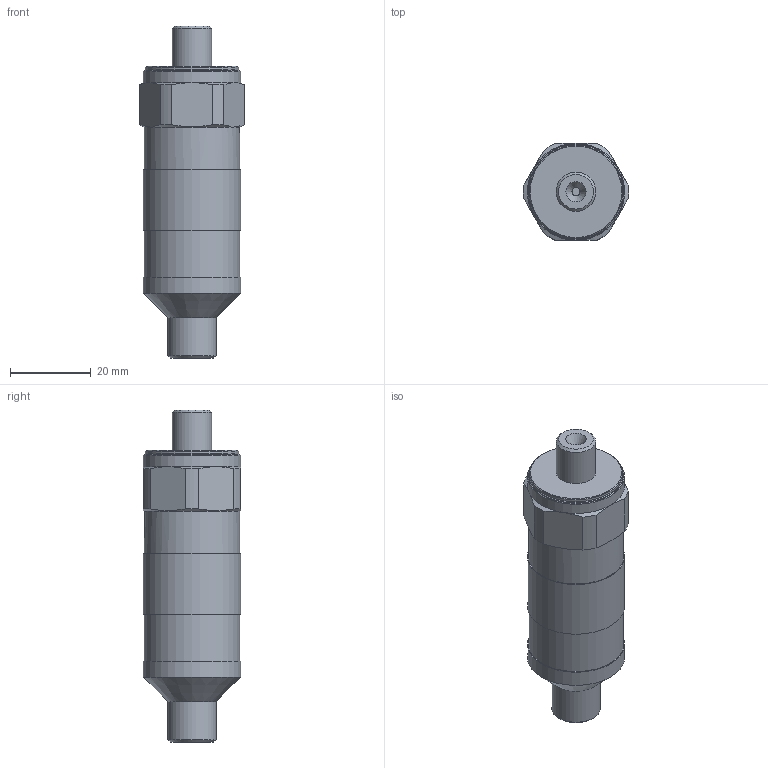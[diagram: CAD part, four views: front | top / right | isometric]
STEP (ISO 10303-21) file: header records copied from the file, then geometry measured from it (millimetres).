
FILE_DESCRIPTION(/* description */ ('STEP AP214'),/* implementation_level */ '2;1');
FILE_NAME(/* name */ '8000033_SPBA-P2R-G18-W-M12-025X',/* time_stamp */ '2024-09-15T13:22:01+02:00',/* author */ ('License CC BY-ND 4.0'),/* organization */ ('CADENAS'),/* preprocessor_version */ 'ST-DEVELOPER v19.3',/* originating_system */ 'PARTsolutions',/* authorisation */ ' ');
FILE_SCHEMA (('AUTOMOTIVE_DESIGN {1 0 10303 214 3 1 1}'));
Length unit declared in the file: millimetre
Products named in the file (1): 8000033 SPBA-P2R-G18-W-M12-0.25X
Bounding box: 25.98 x 24 x 82 mm (x, y, z)
Volume: 28080.4 mm3; surface area: 6503.9 mm2
Topology: 1 solids, 1 shells, 54 faces, 108 edges, 67 vertices
Faces by surface type: cylinder 21, plane 19, cone 14
Full cylindrical faces by diameter (mm): 1 x4, 2 x1, 9.728 x1, 12 x1, 23 x1, 23.5 x2, 24 x3
Entity records: 1336 total; most frequent: CARTESIAN_POINT 265, DIRECTION 230, ORIENTED_EDGE 170, AXIS2_PLACEMENT_3D 108, EDGE_LOOP 86, FACE_BOUND 86, EDGE_CURVE 85, VERTEX_POINT 65
